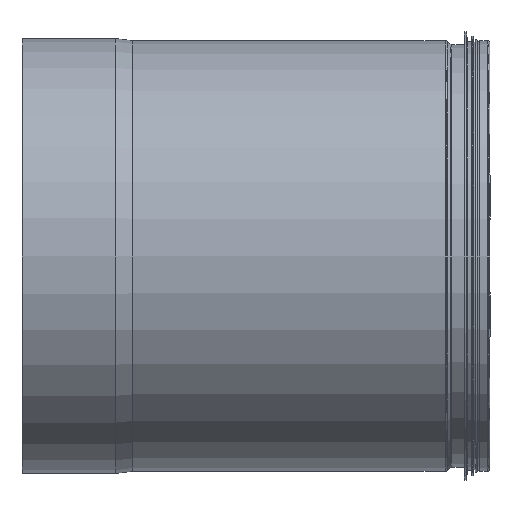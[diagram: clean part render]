
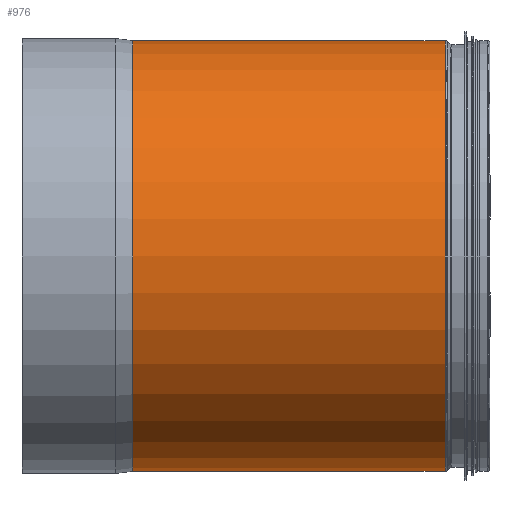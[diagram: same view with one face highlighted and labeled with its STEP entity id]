
A CAD part, left-side view. The second image highlights one B-rep face of the part: STEP entity #976.
In plain terms, the highlighted cylindrical face has radius 124.45 mm (diameter 248.9 mm), a full revolution.
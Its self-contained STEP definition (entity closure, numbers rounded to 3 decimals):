
#942=CARTESIAN_POINT('',(124.45,244.5,0.0));
#943=VERTEX_POINT('',#942);
#944=CARTESIAN_POINT('',(0.0,244.5,0.0));
#945=DIRECTION('',(0.0,-1.0,0.0));
#946=DIRECTION('',(1.0,0.0,0.0));
#947=AXIS2_PLACEMENT_3D('',#944,#945,#946);
#948=CIRCLE('',#947,124.45);
#949=EDGE_CURVE('',#943,#943,#948,.T.);
#957=CARTESIAN_POINT('',(0.0,154.25,0.0));
#958=DIRECTION('',(0.0,-1.0,0.0));
#959=DIRECTION('',(1.0,0.0,0.0));
#960=AXIS2_PLACEMENT_3D('',#957,#958,#959);
#961=CYLINDRICAL_SURFACE('',#960,124.45);
#962=CARTESIAN_POINT('',(124.45,64.0,0.0));
#963=VERTEX_POINT('',#962);
#964=CARTESIAN_POINT('',(0.0,64.0,0.0));
#965=DIRECTION('',(0.0,-1.0,0.0));
#966=DIRECTION('',(1.0,0.0,0.0));
#967=AXIS2_PLACEMENT_3D('',#964,#965,#966);
#968=CIRCLE('',#967,124.45);
#969=EDGE_CURVE('',#963,#963,#968,.T.);
#970=ORIENTED_EDGE('',*,*,#969,.F.);
#971=EDGE_LOOP('',(#970));
#972=FACE_OUTER_BOUND('',#971,.T.);
#973=ORIENTED_EDGE('',*,*,#949,.T.);
#974=EDGE_LOOP('',(#973));
#975=FACE_BOUND('',#974,.T.);
#976=ADVANCED_FACE('',(#972,#975),#961,.T.);
